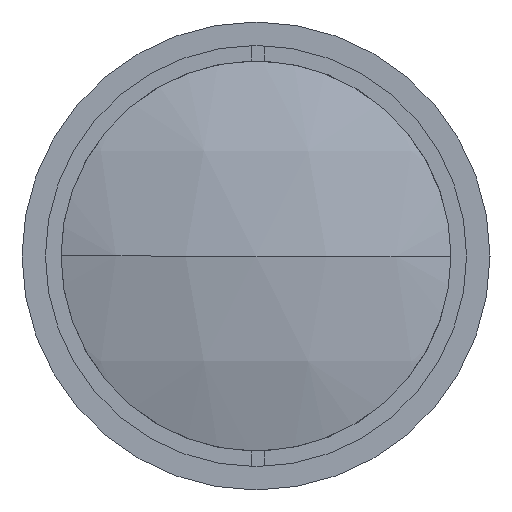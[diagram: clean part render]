
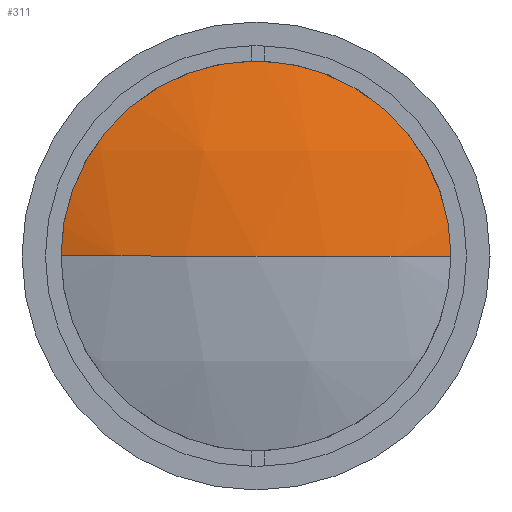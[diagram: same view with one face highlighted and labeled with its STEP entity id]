
A CAD part, left-side view. The second image highlights one B-rep face of the part: STEP entity #311.
In plain terms, the highlighted spherical face has radius 49.918 mm.
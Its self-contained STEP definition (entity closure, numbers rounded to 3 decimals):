
#7 = DIRECTION ( 'NONE',  ( 0., -1., 0. ) ) ;
#29 = CIRCLE ( 'NONE', #1508, 49.918 ) ;
#210 = DIRECTION ( 'NONE',  ( -1., 0., 0. ) ) ;
#280 = EDGE_CURVE ( 'NONE', #2204, #1985, #1607, .T. ) ;
#311 = ADVANCED_FACE ( 'NONE', ( #494 ), #949, .T. ) ;
#316 = VERTEX_POINT ( 'NONE', #1618 ) ;
#447 = DIRECTION ( 'NONE',  ( 0., 0., 1. ) ) ;
#462 = AXIS2_PLACEMENT_3D ( 'NONE', #1067, #538, #1426 ) ;
#494 = FACE_OUTER_BOUND ( 'NONE', #735, .T. ) ;
#538 = DIRECTION ( 'NONE',  ( 0., 0., 1. ) ) ;
#568 = CARTESIAN_POINT ( 'NONE',  ( 5.319, -16., 0. ) ) ;
#607 = CARTESIAN_POINT ( 'NONE',  ( 5.319, 0., 0. ) ) ;
#735 = EDGE_LOOP ( 'NONE', ( #891, #766, #2026 ) ) ;
#766 = ORIENTED_EDGE ( 'NONE', *, *, #1401, .T. ) ;
#891 = ORIENTED_EDGE ( 'NONE', *, *, #1771, .T. ) ;
#949 = SPHERICAL_SURFACE ( 'NONE', #462, 49.918 ) ;
#1038 = DIRECTION ( 'NONE',  ( 0., 0., 1. ) ) ;
#1067 = CARTESIAN_POINT ( 'NONE',  ( 52.603, 0., 0. ) ) ;
#1126 = AXIS2_PLACEMENT_3D ( 'NONE', #1297, #1840, #210 ) ;
#1297 = CARTESIAN_POINT ( 'NONE',  ( 52.603, 0., 0. ) ) ;
#1352 = AXIS2_PLACEMENT_3D ( 'NONE', #607, #1509, #447 ) ;
#1401 = EDGE_CURVE ( 'NONE', #316, #1985, #29, .T. ) ;
#1426 = DIRECTION ( 'NONE',  ( 0., -1., 0. ) ) ;
#1508 = AXIS2_PLACEMENT_3D ( 'NONE', #2100, #1038, #7 ) ;
#1509 = DIRECTION ( 'NONE',  ( -1., 0., 0. ) ) ;
#1607 = CIRCLE ( 'NONE', #1126, 49.918 ) ;
#1618 = CARTESIAN_POINT ( 'NONE',  ( 5.319, 16., 0. ) ) ;
#1771 = EDGE_CURVE ( 'NONE', #2204, #316, #2017, .T. ) ;
#1840 = DIRECTION ( 'NONE',  ( 0., 0., -1. ) ) ;
#1985 = VERTEX_POINT ( 'NONE', #2014 ) ;
#2014 = CARTESIAN_POINT ( 'NONE',  ( 2.685, 0., 0. ) ) ;
#2017 = CIRCLE ( 'NONE', #1352, 16. ) ;
#2026 = ORIENTED_EDGE ( 'NONE', *, *, #280, .F. ) ;
#2100 = CARTESIAN_POINT ( 'NONE',  ( 52.603, 0., 0. ) ) ;
#2204 = VERTEX_POINT ( 'NONE', #568 ) ;
